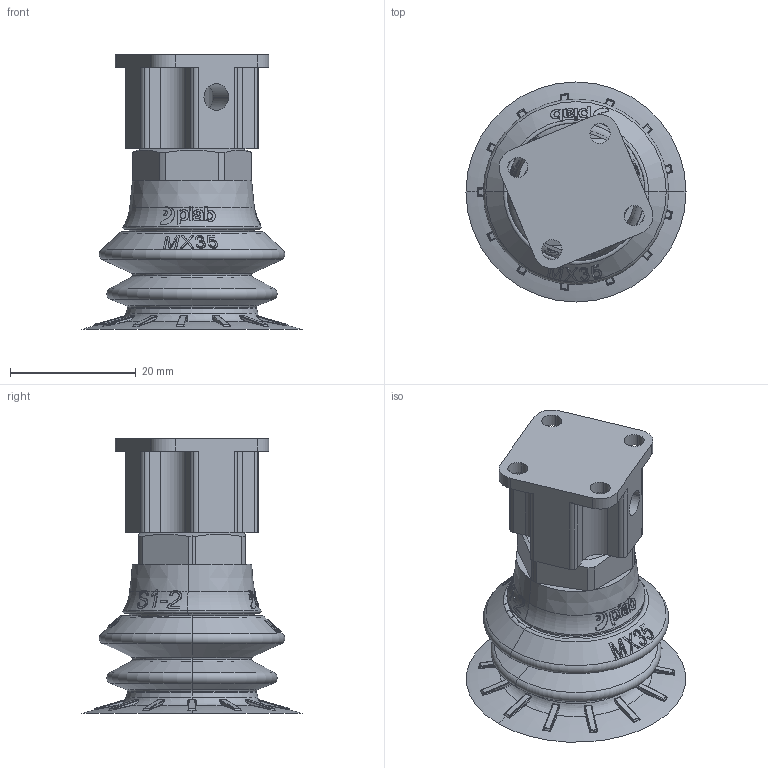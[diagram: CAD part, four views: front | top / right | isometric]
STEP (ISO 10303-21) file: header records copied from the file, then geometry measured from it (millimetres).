
FILE_DESCRIPTION (( 'STEP AP214' ), '1' );
FILE_NAME ('suction_gripper_assembly.STEP', '2022-07-07T01:31:51', ( '' ), ( '' ), 'SwSTEP 2.0', 'SolidWorks 2020', '' );
FILE_SCHEMA (( 'AUTOMOTIVE_DESIGN' ));
Length unit declared in the file: inch
Products named in the file (9): body.step; A055_MX35-0.stp; B100_Fitting_G18M-1.stp; S.MX35P3060.G18M.00.stp; B100_Fitting_G18M.stp; A055_MX35.stp; suction_adaptor.step; suction_gripper_assembly; support_S1-2.stp
Assembly tree (8 placements, depth 4):
  suction_gripper_assembly
    S.MX35P3060.G18M.00.stp
      A055_MX35.stp
        support_S1-2.stp
        A055_MX35-0.stp
      B100_Fitting_G18M.stp
        B100_Fitting_G18M-1.stp
    suction_adaptor.step
      body.step
Bounding box: 35 x 35 x 43.7 mm (x, y, z)
Volume: 14359.9 mm3; surface area: 8712.4 mm2
Topology: 4 solids, 4 shells, 925 faces, 2530 edges, 1642 vertices
Faces by surface type: plane 414, cylinder 247, bspline 153, cone 56, torus 55
Entity records: 39173 total; most frequent: CARTESIAN_POINT 15722, ORIENTED_EDGE 5060, DIRECTION 2993, EDGE_CURVE 2530, VERTEX_POINT 1642, B_SPLINE_CURVE_WITH_KNOTS 1369, AXIS2_PLACEMENT_3D 1109, EDGE_LOOP 968
